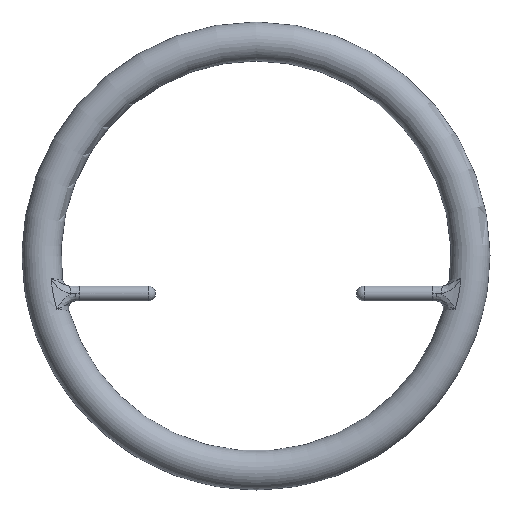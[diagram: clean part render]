
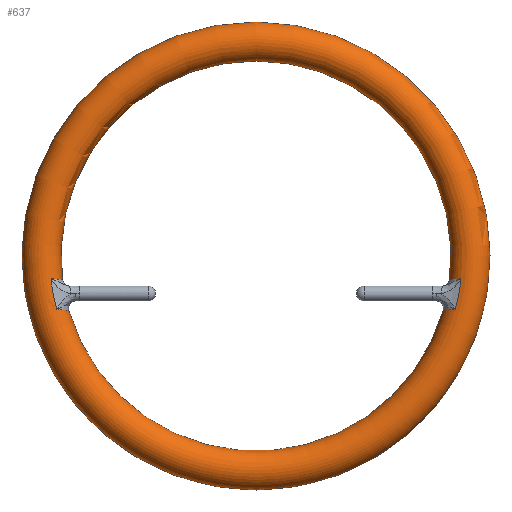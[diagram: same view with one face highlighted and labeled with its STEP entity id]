
A CAD part, front view. The second image highlights one B-rep face of the part: STEP entity #637.
In plain terms, the highlighted toroidal (fillet/blend) face has major radius 35.75 mm and minor radius 3.25 mm.
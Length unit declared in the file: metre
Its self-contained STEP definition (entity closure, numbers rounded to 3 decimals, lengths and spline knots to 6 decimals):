
#26=B_SPLINE_CURVE_WITH_KNOTS('',3,(#969,#970,#971,#972),.UNSPECIFIED.,
 .F.,.F.,(4,4),(0.,0.003727),.UNSPECIFIED.);
#27=B_SPLINE_CURVE_WITH_KNOTS('',3,(#976,#977,#978,#979),.UNSPECIFIED.,
 .F.,.F.,(4,4),(0.,0.003682),.UNSPECIFIED.);
#28=B_SPLINE_CURVE_WITH_KNOTS('',3,(#983,#984,#985,#986,#987),
 .UNSPECIFIED.,.F.,.F.,(4,1,4),(0.,0.001899,0.003798),
 .UNSPECIFIED.);
#29=B_SPLINE_CURVE_WITH_KNOTS('',3,(#991,#992,#993,#994,#995),
 .UNSPECIFIED.,.F.,.F.,(4,1,4),(0.,0.001878,0.003755),
 .UNSPECIFIED.);
#50=TOROIDAL_SURFACE('',#699,0.03575,0.00325);
#157=ORIENTED_EDGE('',*,*,#351,.F.);
#158=ORIENTED_EDGE('',*,*,#352,.T.);
#159=ORIENTED_EDGE('',*,*,#353,.T.);
#160=ORIENTED_EDGE('',*,*,#354,.T.);
#161=ORIENTED_EDGE('',*,*,#355,.T.);
#162=ORIENTED_EDGE('',*,*,#356,.T.);
#163=ORIENTED_EDGE('',*,*,#357,.T.);
#164=ORIENTED_EDGE('',*,*,#358,.T.);
#165=ORIENTED_EDGE('',*,*,#359,.T.);
#351=EDGE_CURVE('',#447,#447,#501,.T.);
#352=EDGE_CURVE('',#448,#449,#502,.T.);
#353=EDGE_CURVE('',#449,#450,#26,.T.);
#354=EDGE_CURVE('',#450,#451,#503,.T.);
#355=EDGE_CURVE('',#451,#452,#27,.T.);
#356=EDGE_CURVE('',#452,#453,#504,.T.);
#357=EDGE_CURVE('',#453,#454,#28,.T.);
#358=EDGE_CURVE('',#454,#455,#505,.T.);
#359=EDGE_CURVE('',#455,#448,#29,.T.);
#447=VERTEX_POINT('',#965);
#448=VERTEX_POINT('',#967);
#449=VERTEX_POINT('',#968);
#450=VERTEX_POINT('',#973);
#451=VERTEX_POINT('',#975);
#452=VERTEX_POINT('',#980);
#453=VERTEX_POINT('',#982);
#454=VERTEX_POINT('',#988);
#455=VERTEX_POINT('',#990);
#501=CIRCLE('',#700,0.039);
#502=CIRCLE('',#701,0.034376);
#503=CIRCLE('',#702,0.0325);
#504=CIRCLE('',#703,0.034376);
#505=CIRCLE('',#704,0.0325);
#536=EDGE_LOOP('',(#157));
#537=EDGE_LOOP('',(#158,#159,#160,#161,#162,#163,#164,#165));
#582=FACE_BOUND('',#536,.T.);
#583=FACE_BOUND('',#537,.T.);
#637=ADVANCED_FACE('',(#582,#583),#50,.T.);
#699=AXIS2_PLACEMENT_3D('',#963,#787,#788);
#700=AXIS2_PLACEMENT_3D('',#964,#789,#790);
#701=AXIS2_PLACEMENT_3D('',#966,#791,#792);
#702=AXIS2_PLACEMENT_3D('',#974,#793,#794);
#703=AXIS2_PLACEMENT_3D('',#981,#795,#796);
#704=AXIS2_PLACEMENT_3D('',#989,#797,#798);
#787=DIRECTION('',(0.,1.,0.));
#788=DIRECTION('',(0.,0.,1.));
#789=DIRECTION('',(0.,1.,0.));
#790=DIRECTION('',(0.,0.,1.));
#791=DIRECTION('',(0.,1.,0.));
#792=DIRECTION('',(0.,0.,1.));
#793=DIRECTION('',(0.,1.,0.));
#794=DIRECTION('',(0.,0.,1.));
#795=DIRECTION('',(0.,1.,0.));
#796=DIRECTION('',(0.,0.,1.));
#797=DIRECTION('',(0.,1.,0.));
#798=DIRECTION('',(0.,0.,1.));
#963=CARTESIAN_POINT('',(0.03368,-0.005,0.));
#964=CARTESIAN_POINT('',(0.03368,-0.005,0.));
#965=CARTESIAN_POINT('',(0.03368,-0.005,0.039));
#966=CARTESIAN_POINT('',(0.03368,-0.007945,0.));
#967=CARTESIAN_POINT('',(0.000472,-0.007945,-0.008887));
#968=CARTESIAN_POINT('',(-0.000485,-0.007945,-0.003809));
#969=CARTESIAN_POINT('',(-0.000485,-0.007945,-0.003809));
#970=CARTESIAN_POINT('',(0.000645,-0.007424,-0.003859));
#971=CARTESIAN_POINT('',(0.001415,-0.006245,-0.0039));
#972=CARTESIAN_POINT('',(0.001415,-0.005,-0.0039));
#973=CARTESIAN_POINT('',(0.001415,-0.005,-0.0039));
#974=CARTESIAN_POINT('',(0.03368,-0.005,0.));
#975=CARTESIAN_POINT('',(0.065945,-0.005,-0.0039));
#976=CARTESIAN_POINT('',(0.065945,-0.005,-0.0039));
#977=CARTESIAN_POINT('',(0.065945,-0.006245,-0.0039));
#978=CARTESIAN_POINT('',(0.066715,-0.007424,-0.003859));
#979=CARTESIAN_POINT('',(0.067845,-0.007945,-0.003809));
#980=CARTESIAN_POINT('',(0.067845,-0.007945,-0.003809));
#981=CARTESIAN_POINT('',(0.03368,-0.007945,0.));
#982=CARTESIAN_POINT('',(0.066888,-0.007945,-0.008887));
#983=CARTESIAN_POINT('',(0.066888,-0.007945,-0.008887));
#984=CARTESIAN_POINT('',(0.066309,-0.007691,-0.008944));
#985=CARTESIAN_POINT('',(0.065292,-0.006874,-0.009052));
#986=CARTESIAN_POINT('',(0.06488,-0.005636,-0.0091));
#987=CARTESIAN_POINT('',(0.06488,-0.005,-0.0091));
#988=CARTESIAN_POINT('',(0.06488,-0.005,-0.0091));
#989=CARTESIAN_POINT('',(0.03368,-0.005,0.));
#990=CARTESIAN_POINT('',(0.00248,-0.005,-0.0091));
#991=CARTESIAN_POINT('',(0.00248,-0.005,-0.0091));
#992=CARTESIAN_POINT('',(0.00248,-0.005636,-0.0091));
#993=CARTESIAN_POINT('',(0.002068,-0.006874,-0.009052));
#994=CARTESIAN_POINT('',(0.001051,-0.007691,-0.008944));
#995=CARTESIAN_POINT('',(0.000472,-0.007945,-0.008887));
